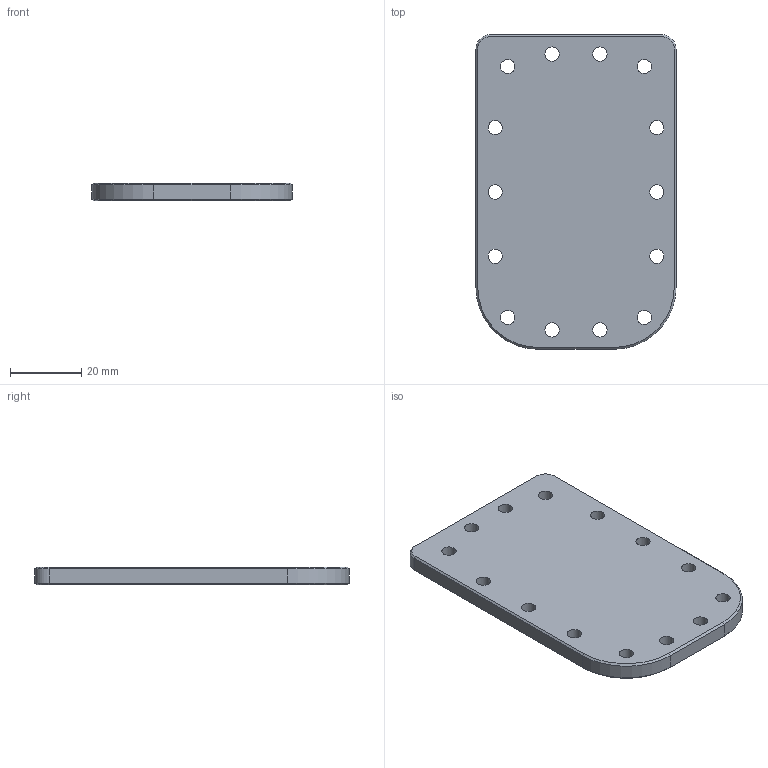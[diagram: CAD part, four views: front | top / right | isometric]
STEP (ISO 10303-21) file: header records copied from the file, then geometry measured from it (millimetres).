
FILE_DESCRIPTION(/* description */ (''),/* implementation_level */ '2;1');
FILE_NAME(/* name */ '2022-08_snappergps_turtle_case_aluminium_plate.step',/* time_stamp */ '2022-08-15T20:50:26+01:00',/* author */ (''),/* organization */ (''),/* preprocessor_version */ 'ST-DEVELOPER v19',/* originating_system */ 'Autodesk Translation Framework v11.7.0.108',/* authorisation */ '');
FILE_SCHEMA (('AUTOMOTIVE_DESIGN { 1 0 10303 214 3 1 1 }'));
Length unit declared in the file: millimetre
Products named in the file (2): 2022-08_snappergps_turtle_case; Plate
Assembly tree (1 placements, depth 2):
  2022-08_snappergps_turtle_case
    Plate
Bounding box: 56 x 88 x 5 mm (x, y, z)
Volume: 18680.6 mm3; surface area: 11578.2 mm2
Topology: 1 solids, 1 shells, 71 faces, 166 edges, 98 vertices
Faces by surface type: cone 26, plane 23, cylinder 22
Full cylindrical faces by diameter (mm): 4 x14
Entity records: 2122 total; most frequent: DIRECTION 384, CARTESIAN_POINT 338, ORIENTED_EDGE 332, EDGE_CURVE 166, AXIS2_PLACEMENT_3D 144, EDGE_LOOP 100, VERTEX_POINT 98, LINE 96
